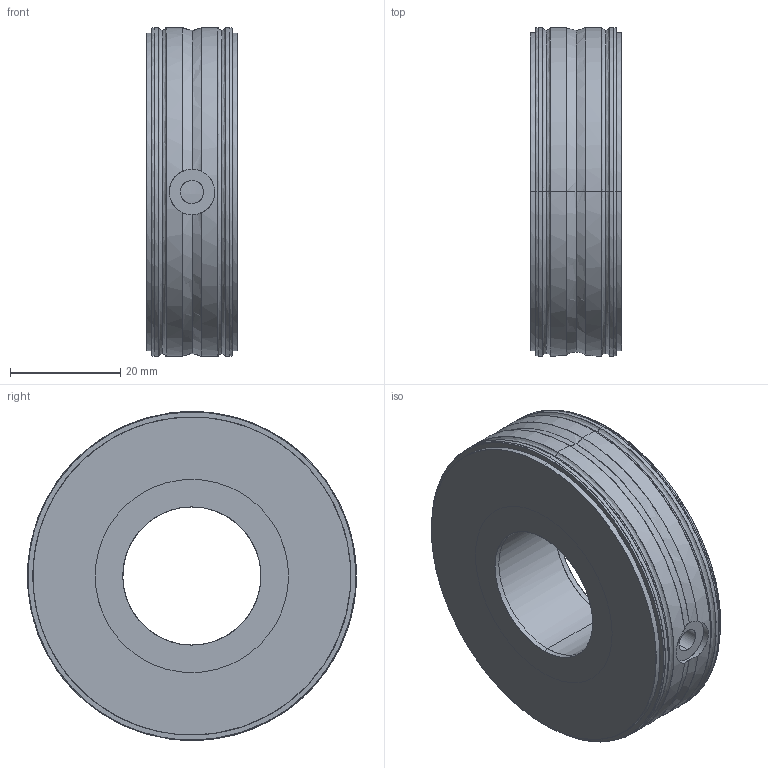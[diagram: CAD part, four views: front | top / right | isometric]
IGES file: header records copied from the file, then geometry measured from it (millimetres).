
Start section: SolidWorks IGES file using analytic representation for surfaces
Global section: file name: oavtr60i25.IGS; native system: SolidWorks 2021; preprocessor: SolidWorks 2021; author: 16097; date: 231121.124410; units: inch
Bounding box: 16.5 x 59.54 x 59.59 mm (x, y, z)
Surface area: 9239.9 mm2 (no closed solid volume)
Topology: 0 solids, 0 shells, 48 faces, 628 edges, 628 vertices
Faces by surface type: bspline 43, revolution 5
